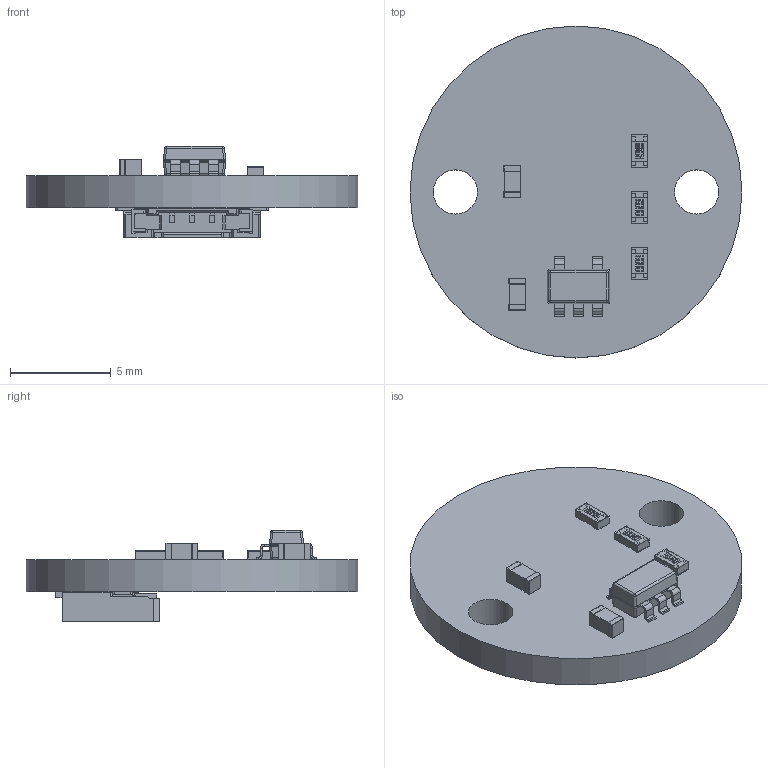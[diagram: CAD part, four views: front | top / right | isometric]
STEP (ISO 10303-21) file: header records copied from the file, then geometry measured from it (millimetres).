
FILE_DESCRIPTION(('Open CASCADE Model'),'2;1');
FILE_NAME('Open CASCADE Shape Model','2020-02-23T20:29:20',('Author'),( 'Open CASCADE'),'Open CASCADE STEP processor 6.8','Open CASCADE 6.8' ,'Unknown');
FILE_SCHEMA(('AUTOMOTIVE_DESIGN { 1 0 10303 214 1 1 1 1 }'));
Length unit declared in the file: millimetre
Products named in the file (19): PCB; Board; Open CASCADE STEP translator 6.8 1.1.1; U1; 5810454048; Body; Open_CASCADE_STEP_translator_6.8_4.1.1; Leader; R3; 0603_resistor; R2; R1; J1; 5037630391; Open CASCADE STEP translator 6.8 1.6.1.1; Open CASCADE STEP translator 6.8 1.6.1.2; C2; 0603_cap; C1
Assembly tree (25 placements, depth 5):
  PCB
    Board
      Open CASCADE STEP translator 6.8 1.1.1
    U1
      5810454048
        Body
          Open_CASCADE_STEP_translator_6.8_4.1.1
        Leader  x5
    R3
      0603_resistor
    R2
      0603_resistor
    R1
      0603_resistor
    J1
      5037630391
        Open CASCADE STEP translator 6.8 1.6.1.1
        Open CASCADE STEP translator 6.8 1.6.1.2
    C2
      0603_cap
    C1
      0603_cap
Bounding box: 16.5 x 16.5 x 4.53 mm (x, y, z)
Volume: 370.9 mm3; surface area: 742.7 mm2
Topology: 16 solids, 16 shells, 618 faces, 1692 edges, 1104 vertices
Faces by surface type: plane 449, cylinder 121, sphere 40, bspline 8
Full cylindrical faces by diameter (mm): 2.2 x2, 16.5 x1
Entity records: 13406 total; most frequent: CARTESIAN_POINT 3090, ORIENTED_EDGE 2048, DIRECTION 1931, EDGE_CURVE 1024, LINE 863, VECTOR 863, VERTEX_POINT 656, AXIS2_PLACEMENT_3D 534
